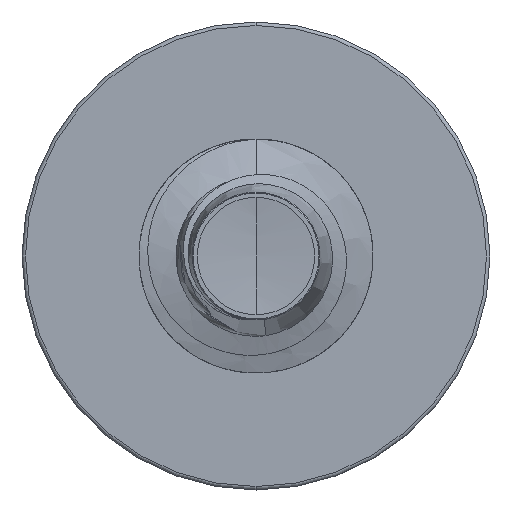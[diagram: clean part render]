
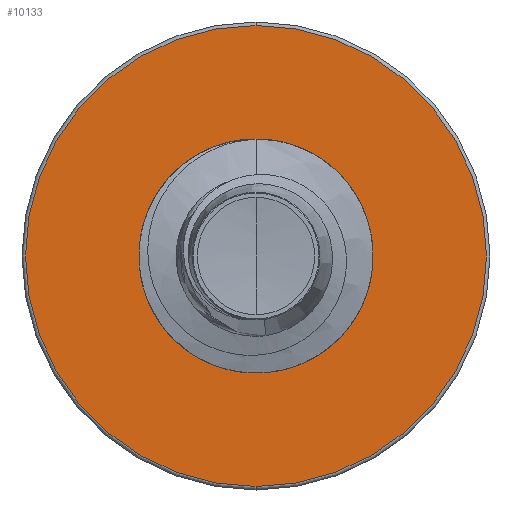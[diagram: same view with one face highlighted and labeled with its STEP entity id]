
A CAD part, front view. The second image highlights one B-rep face of the part: STEP entity #10133.
In plain terms, the highlighted planar face has unit normal (0, -1, 0).
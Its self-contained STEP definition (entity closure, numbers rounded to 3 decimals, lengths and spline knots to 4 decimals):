
#83 = CIRCLE ( 'NONE', #4262, 1.9888 ) ;
#120 = VERTEX_POINT ( 'NONE', #20218 ) ;
#570 = CARTESIAN_POINT ( 'NONE',  ( 0., 25., -3.94 ) ) ;
#1337 = EDGE_CURVE ( 'NONE', #19687, #6030, #9047, .T. ) ;
#2075 = ORIENTED_EDGE ( 'NONE', *, *, #1337, .F. ) ;
#3194 = DIRECTION ( 'NONE',  ( 0., 1., 0. ) ) ;
#4262 = AXIS2_PLACEMENT_3D ( 'NONE', #15239, #3194, #17252 ) ;
#4673 = ORIENTED_EDGE ( 'NONE', *, *, #25537, .T. ) ;
#5497 = CARTESIAN_POINT ( 'NONE',  ( 0., 25., 0. ) ) ;
#6030 = VERTEX_POINT ( 'NONE', #570 ) ;
#6774 = CARTESIAN_POINT ( 'NONE',  ( 0., 25., -1.9888 ) ) ;
#7500 = DIRECTION ( 'NONE',  ( 0., 0., 1. ) ) ;
#7560 = EDGE_CURVE ( 'NONE', #120, #13164, #83, .T. ) ;
#7951 = CARTESIAN_POINT ( 'NONE',  ( 0., 25., 3.94 ) ) ;
#8131 = CARTESIAN_POINT ( 'NONE',  ( 0., 25., 0. ) ) ;
#8252 = EDGE_LOOP ( 'NONE', ( #18269, #4673 ) ) ;
#9047 = CIRCLE ( 'NONE', #16516, 3.94 ) ;
#10133 = ADVANCED_FACE ( 'NONE', ( #10628, #10903 ), #20832, .F. ) ;
#10141 = DIRECTION ( 'NONE',  ( 0., 0., 1. ) ) ;
#10628 = FACE_OUTER_BOUND ( 'NONE', #23706, .T. ) ;
#10800 = DIRECTION ( 'NONE',  ( 0., 0., 1. ) ) ;
#10903 = FACE_BOUND ( 'NONE', #8252, .T. ) ;
#11504 = AXIS2_PLACEMENT_3D ( 'NONE', #5497, #19538, #7500 ) ;
#11622 = DIRECTION ( 'NONE',  ( 0., 1., 0. ) ) ;
#12855 = AXIS2_PLACEMENT_3D ( 'NONE', #23646, #11622, #25655 ) ;
#13163 = AXIS2_PLACEMENT_3D ( 'NONE', #6774, #22851, #10800 ) ;
#13164 = VERTEX_POINT ( 'NONE', #21838 ) ;
#13729 = CIRCLE ( 'NONE', #12855, 1.9888 ) ;
#15239 = CARTESIAN_POINT ( 'NONE',  ( 0., 25., 0. ) ) ;
#15281 = CIRCLE ( 'NONE', #11504, 3.94 ) ;
#16516 = AXIS2_PLACEMENT_3D ( 'NONE', #8131, #22191, #10141 ) ;
#17252 = DIRECTION ( 'NONE',  ( 0., 0., 1. ) ) ;
#18269 = ORIENTED_EDGE ( 'NONE', *, *, #7560, .T. ) ;
#19538 = DIRECTION ( 'NONE',  ( 0., 1., 0. ) ) ;
#19687 = VERTEX_POINT ( 'NONE', #7951 ) ;
#20218 = CARTESIAN_POINT ( 'NONE',  ( 0., 25., 1.9888 ) ) ;
#20659 = ORIENTED_EDGE ( 'NONE', *, *, #25021, .F. ) ;
#20832 = PLANE ( 'NONE',  #13163 ) ;
#21838 = CARTESIAN_POINT ( 'NONE',  ( 0., 25., -1.9888 ) ) ;
#22191 = DIRECTION ( 'NONE',  ( 0., 1., 0. ) ) ;
#22851 = DIRECTION ( 'NONE',  ( 0., 1., 0. ) ) ;
#23646 = CARTESIAN_POINT ( 'NONE',  ( 0., 25., 0. ) ) ;
#23706 = EDGE_LOOP ( 'NONE', ( #2075, #20659 ) ) ;
#25021 = EDGE_CURVE ( 'NONE', #6030, #19687, #15281, .T. ) ;
#25537 = EDGE_CURVE ( 'NONE', #13164, #120, #13729, .T. ) ;
#25655 = DIRECTION ( 'NONE',  ( 0., 0., 1. ) ) ;
